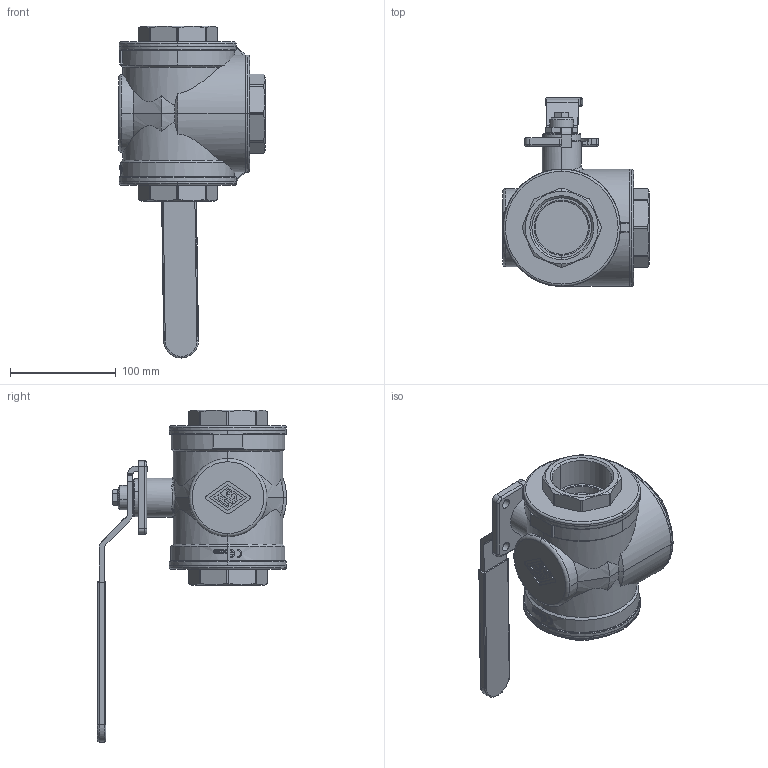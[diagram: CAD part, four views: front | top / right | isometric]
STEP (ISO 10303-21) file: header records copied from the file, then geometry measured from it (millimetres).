
FILE_DESCRIPTION(('STEP AP242'),'1');
FILE_NAME('00v20045.stp','2024-11-21T12:48:02',('TraceParts'),('TraceParts S.A.'),'Spatial InterOp 3D',' ',' ');
FILE_SCHEMA(('AP242_MANAGED_MODEL_BASED_3D_ENGINEERING_MIM_LF {1 0 10303 442 1 1 4}'));
Length unit declared in the file: millimetre
Products named in the file (1): 00v20045
Bounding box: 139 x 179.03 x 314.44 mm (x, y, z)
Volume: 1499559.8 mm3; surface area: 141063.9 mm2
Topology: 1 solids, 4 shells, 796 faces, 2184 edges, 1413 vertices
Faces by surface type: plane 462, cylinder 227, cone 60, torus 27, bspline 15, sphere 5
Entity records: 43234 total; most frequent: CARTESIAN_POINT 16024, DIRECTION 4647, ORIENTED_EDGE 4352, EDGE_CURVE 2176, AXIS2_PLACEMENT_3D 1840, VERTEX_POINT 1413, LINE 967, VECTOR 967
